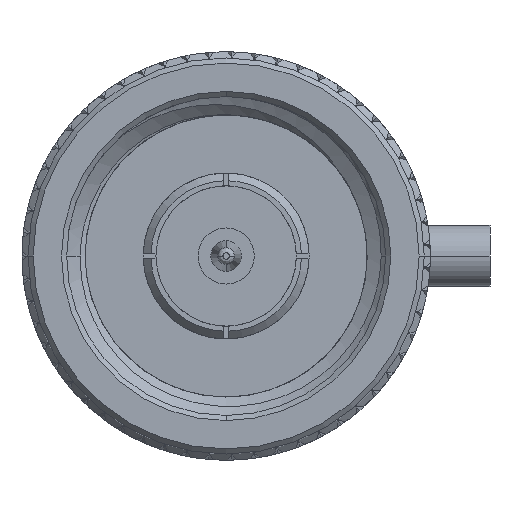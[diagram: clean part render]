
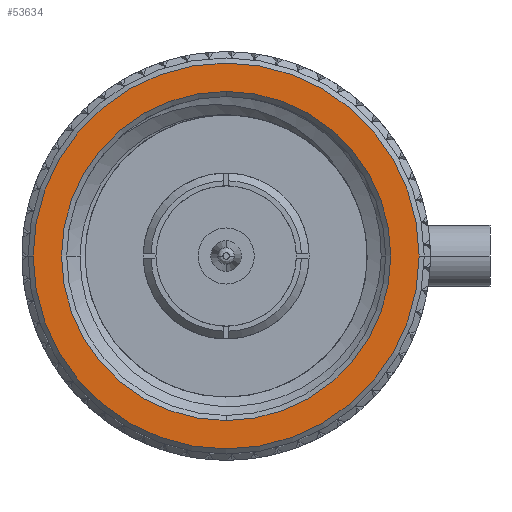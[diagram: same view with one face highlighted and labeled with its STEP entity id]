
A CAD part, left-side view. The second image highlights one B-rep face of the part: STEP entity #53634.
In plain terms, the highlighted planar face has unit normal (-1, 0, 0).
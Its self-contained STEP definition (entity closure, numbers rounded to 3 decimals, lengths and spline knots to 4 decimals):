
#1407 = DIRECTION ( 'NONE',  ( 1., 0., 0. ) ) ;
#1481 = CARTESIAN_POINT ( 'NONE',  ( -0.863, 0., 0. ) ) ;
#2252 = CARTESIAN_POINT ( 'NONE',  ( -0.863, 0., 0. ) ) ;
#3471 = CARTESIAN_POINT ( 'NONE',  ( -0.863, 0.3781, 0. ) ) ;
#4878 = PLANE ( 'NONE',  #12108 ) ;
#5765 = AXIS2_PLACEMENT_3D ( 'NONE', #2252, #1407, #14726 ) ;
#9271 = ORIENTED_EDGE ( 'NONE', *, *, #36412, .T. ) ;
#12108 = AXIS2_PLACEMENT_3D ( 'NONE', #79465, #72989, #52849 ) ;
#14726 = DIRECTION ( 'NONE',  ( 0., 0., 1. ) ) ;
#15981 = DIRECTION ( 'NONE',  ( 0., 1., 0. ) ) ;
#16446 = ORIENTED_EDGE ( 'NONE', *, *, #66752, .T. ) ;
#16704 = FACE_OUTER_BOUND ( 'NONE', #65751, .T. ) ;
#16706 = CARTESIAN_POINT ( 'NONE',  ( -0.863, 0., 0.3225 ) ) ;
#17995 = CARTESIAN_POINT ( 'NONE',  ( -0.863, 0., 0. ) ) ;
#18491 = DIRECTION ( 'NONE',  ( 1., 0., 0. ) ) ;
#18779 = CARTESIAN_POINT ( 'NONE',  ( -0.863, 0., 0. ) ) ;
#19922 = VERTEX_POINT ( 'NONE', #3471 ) ;
#20061 = VERTEX_POINT ( 'NONE', #45244 ) ;
#20756 = EDGE_LOOP ( 'NONE', ( #9271, #16446 ) ) ;
#25002 = CARTESIAN_POINT ( 'NONE',  ( -0.863, -0.3781, 0. ) ) ;
#26249 = FACE_BOUND ( 'NONE', #20756, .T. ) ;
#29011 = CIRCLE ( 'NONE', #41435, 0.3781 ) ;
#31607 = DIRECTION ( 'NONE',  ( -1., 0., 0. ) ) ;
#36412 = EDGE_CURVE ( 'NONE', #72753, #20061, #39818, .T. ) ;
#38846 = EDGE_CURVE ( 'NONE', #19922, #43867, #29011, .T. ) ;
#39223 = ORIENTED_EDGE ( 'NONE', *, *, #76808, .T. ) ;
#39818 = CIRCLE ( 'NONE', #77399, 0.3225 ) ;
#41435 = AXIS2_PLACEMENT_3D ( 'NONE', #1481, #83464, #15981 ) ;
#43867 = VERTEX_POINT ( 'NONE', #25002 ) ;
#45244 = CARTESIAN_POINT ( 'NONE',  ( -0.863, 0., -0.3225 ) ) ;
#45289 = CIRCLE ( 'NONE', #5765, 0.3225 ) ;
#52849 = DIRECTION ( 'NONE',  ( 0., -1., 0. ) ) ;
#53634 = ADVANCED_FACE ( 'NONE', ( #16704, #26249 ), #4878, .T. ) ;
#57860 = ORIENTED_EDGE ( 'NONE', *, *, #38846, .T. ) ;
#65387 = DIRECTION ( 'NONE',  ( 0., 1., 0. ) ) ;
#65751 = EDGE_LOOP ( 'NONE', ( #57860, #39223 ) ) ;
#66752 = EDGE_CURVE ( 'NONE', #20061, #72753, #45289, .T. ) ;
#71774 = DIRECTION ( 'NONE',  ( 0., 0., 1. ) ) ;
#72753 = VERTEX_POINT ( 'NONE', #16706 ) ;
#72989 = DIRECTION ( 'NONE',  ( -1., 0., 0. ) ) ;
#73110 = CIRCLE ( 'NONE', #73302, 0.3781 ) ;
#73302 = AXIS2_PLACEMENT_3D ( 'NONE', #17995, #31607, #65387 ) ;
#76808 = EDGE_CURVE ( 'NONE', #43867, #19922, #73110, .T. ) ;
#77399 = AXIS2_PLACEMENT_3D ( 'NONE', #18779, #18491, #71774 ) ;
#79465 = CARTESIAN_POINT ( 'NONE',  ( -0.863, 0.3881, 0. ) ) ;
#83464 = DIRECTION ( 'NONE',  ( -1., 0., 0. ) ) ;
